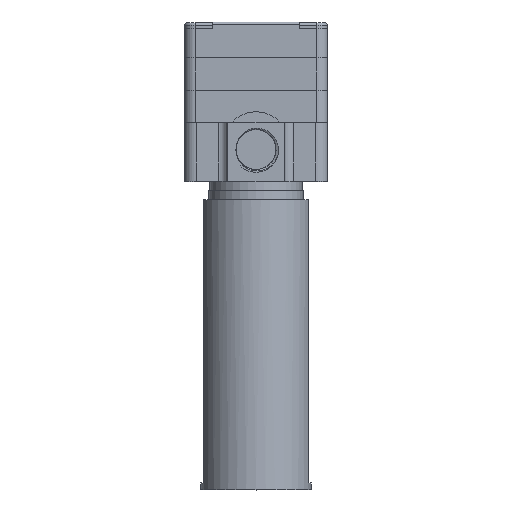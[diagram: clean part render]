
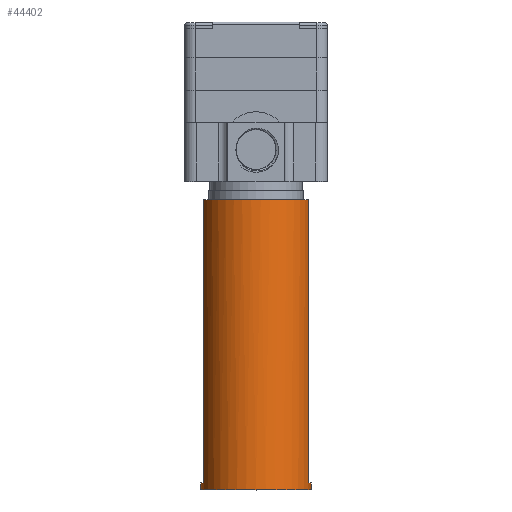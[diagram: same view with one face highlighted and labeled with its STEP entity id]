
A CAD part, top view. The second image highlights one B-rep face of the part: STEP entity #44402.
In plain terms, the highlighted cylindrical face has radius 12 mm (diameter 24 mm), a partial arc.
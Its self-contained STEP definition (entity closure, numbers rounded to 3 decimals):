
#44072=CARTESIAN_POINT('',(0.,10.,0.));
#44073=DIRECTION('',(0.,1.,0.));
#44074=DIRECTION('',(-0.95,0.,0.312));
#44075=AXIS2_PLACEMENT_3D('',#44072,#44073,#44074);
#44096=DIRECTION('',(0.,-1.,0.));
#44097=VECTOR('',#44096,1.5);
#44098=CARTESIAN_POINT('',(-12.,73.,0.));
#44099=LINE('',#44098,#44097);
#44117=CARTESIAN_POINT('',(0.,71.5,0.));
#44118=DIRECTION('',(0.,1.,0.));
#44119=DIRECTION('',(0.95,0.,0.312));
#44120=AXIS2_PLACEMENT_3D('',#44117,#44118,#44119);
#44126=DIRECTION('',(0.,-1.,0.));
#44127=VECTOR('',#44126,1.5);
#44128=CARTESIAN_POINT('',(12.,73.,0.));
#44129=LINE('',#44128,#44127);
#44130=DIRECTION('',(0.,-1.,0.));
#44131=VECTOR('',#44130,61.5);
#44132=CARTESIAN_POINT('',(11.4,71.5,3.747));
#44133=LINE('',#44132,#44131);
#44134=DIRECTION('',(0.,1.,0.));
#44135=VECTOR('',#44134,61.5);
#44136=CARTESIAN_POINT('',(-11.4,10.,3.747));
#44137=LINE('',#44136,#44135);
#44143=CARTESIAN_POINT('',(0.,71.5,0.));
#44144=DIRECTION('',(0.,1.,0.));
#44145=DIRECTION('',(-1.,0.,0.));
#44146=AXIS2_PLACEMENT_3D('',#44143,#44144,#44145);
#44157=CARTESIAN_POINT('',(0.,73.,0.));
#44158=DIRECTION('',(0.,-1.,0.));
#44159=DIRECTION('',(1.,0.,0.));
#44160=AXIS2_PLACEMENT_3D('',#44157,#44158,#44159);
#44208=CARTESIAN_POINT('',(-11.4,10.,3.747));
#44210=VERTEX_POINT('',#44208);
#44212=CARTESIAN_POINT('',(11.4,10.,3.747));
#44213=VERTEX_POINT('',#44212);
#44218=CARTESIAN_POINT('',(-11.4,71.5,3.747));
#44219=VERTEX_POINT('',#44218);
#44220=CARTESIAN_POINT('',(12.,71.5,0.));
#44222=VERTEX_POINT('',#44220);
#44224=CARTESIAN_POINT('',(12.,73.,0.));
#44225=VERTEX_POINT('',#44224);
#44226=CARTESIAN_POINT('',(-12.,73.,0.));
#44227=VERTEX_POINT('',#44226);
#44228=CARTESIAN_POINT('',(-12.,71.5,0.));
#44229=VERTEX_POINT('',#44228);
#44230=CARTESIAN_POINT('',(11.4,71.5,3.747));
#44231=VERTEX_POINT('',#44230);
#44385=CARTESIAN_POINT('',(0.,10.,0.));
#44386=DIRECTION('',(0.,1.,0.));
#44387=DIRECTION('',(1.,0.,0.));
#44388=AXIS2_PLACEMENT_3D('',#44385,#44386,#44387);
#44389=CYLINDRICAL_SURFACE('',#44388,12.);
#44391=ORIENTED_EDGE('',*,*,#44390,.F.);
#44392=ORIENTED_EDGE('',*,*,#44348,.F.);
#44394=ORIENTED_EDGE('',*,*,#44393,.F.);
#44395=ORIENTED_EDGE('',*,*,#44344,.T.);
#44396=ORIENTED_EDGE('',*,*,#44367,.F.);
#44397=ORIENTED_EDGE('',*,*,#44378,.T.);
#44398=ORIENTED_EDGE('',*,*,#44308,.F.);
#44399=ORIENTED_EDGE('',*,*,#44332,.T.);
#44400=EDGE_LOOP('',(#44391,#44392,#44394,#44395,#44396,#44397,#44398,#44399));
#44401=FACE_OUTER_BOUND('',#44400,.F.);
#44076=CIRCLE('',#44075,12.);
#44121=CIRCLE('',#44120,12.);
#44147=CIRCLE('',#44146,12.);
#44161=CIRCLE('',#44160,12.);
#44308=EDGE_CURVE('',#44210,#44213,#44076,.T.);
#44332=EDGE_CURVE('',#44210,#44219,#44137,.T.);
#44344=EDGE_CURVE('',#44225,#44222,#44129,.T.);
#44348=EDGE_CURVE('',#44227,#44229,#44099,.T.);
#44367=EDGE_CURVE('',#44231,#44222,#44121,.T.);
#44378=EDGE_CURVE('',#44231,#44213,#44133,.T.);
#44390=EDGE_CURVE('',#44229,#44219,#44147,.T.);
#44393=EDGE_CURVE('',#44225,#44227,#44161,.T.);
#44402=ADVANCED_FACE('',(#44401),#44389,.T.);
